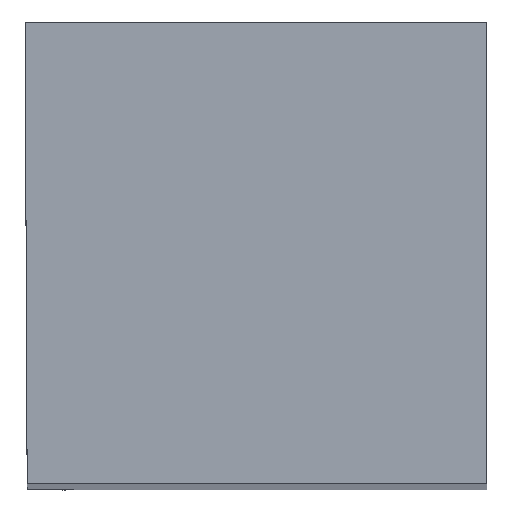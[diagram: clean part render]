
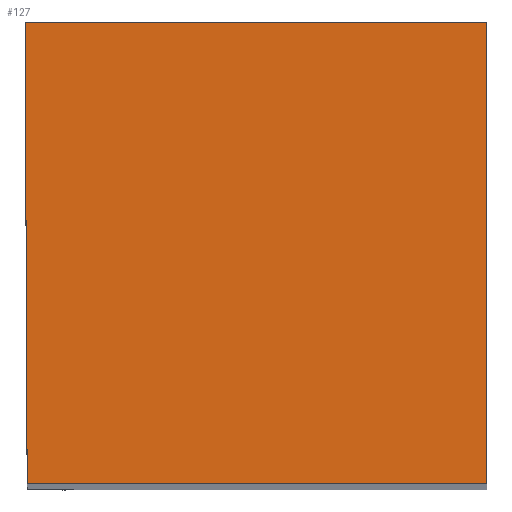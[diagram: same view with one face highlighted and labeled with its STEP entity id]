
A CAD part, top view. The second image highlights one B-rep face of the part: STEP entity #127.
In plain terms, the highlighted planar face has unit normal (0, 0, 1).
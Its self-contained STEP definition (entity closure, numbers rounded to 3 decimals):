
#127=ADVANCED_FACE('',(#167),#151,.T.);
#151=PLANE('',#582);
#167=FACE_OUTER_BOUND('',#186,.T.);
#186=EDGE_LOOP('',(#264,#265,#266,#267));
#264=ORIENTED_EDGE('',*,*,#390,.T.);
#265=ORIENTED_EDGE('',*,*,#383,.T.);
#266=ORIENTED_EDGE('',*,*,#403,.T.);
#267=ORIENTED_EDGE('',*,*,#401,.F.);
#341=VERTEX_POINT('',#771);
#344=VERTEX_POINT('',#777);
#350=VERTEX_POINT('',#793);
#357=VERTEX_POINT('',#814);
#383=EDGE_CURVE('',#341,#344,#438,.T.);
#390=EDGE_CURVE('',#350,#341,#445,.T.);
#401=EDGE_CURVE('',#350,#357,#452,.T.);
#403=EDGE_CURVE('',#344,#357,#454,.T.);
#438=LINE('',#778,#475);
#445=LINE('',#792,#482);
#452=LINE('',#813,#489);
#454=LINE('',#817,#491);
#475=VECTOR('',#632,1.);
#482=VECTOR('',#643,1.);
#489=VECTOR('',#664,1.);
#491=VECTOR('',#668,1.);
#582=AXIS2_PLACEMENT_3D('',#819,#671,#672);
#632=DIRECTION('',(-1.,0.,0.));
#643=DIRECTION('',(0.,1.,0.));
#664=DIRECTION('',(-1.,0.,0.));
#668=DIRECTION('',(0.004,-1.,0.));
#671=DIRECTION('',(0.,0.,1.));
#672=DIRECTION('',(1.,0.,0.));
#771=CARTESIAN_POINT('',(15.95,15.95,0.));
#777=CARTESIAN_POINT('',(0.,15.95,0.));
#778=CARTESIAN_POINT('',(18.,15.95,0.));
#792=CARTESIAN_POINT('',(15.95,-2.,0.));
#793=CARTESIAN_POINT('',(15.95,0.,0.));
#813=CARTESIAN_POINT('',(18.,0.,0.));
#814=CARTESIAN_POINT('',(0.07,0.,0.));
#817=CARTESIAN_POINT('',(-0.009,17.959,0.));
#819=CARTESIAN_POINT('',(-2.,17.95,0.));
